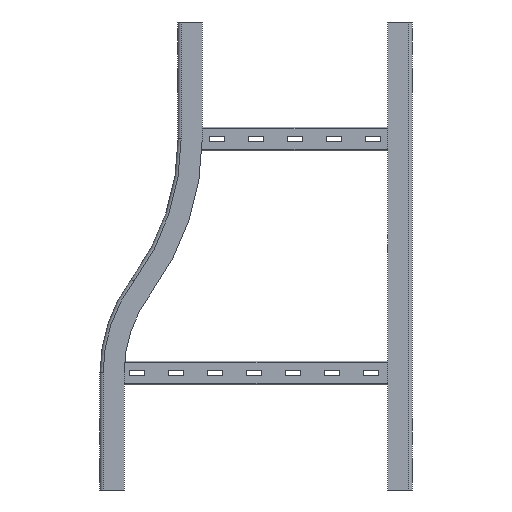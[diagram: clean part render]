
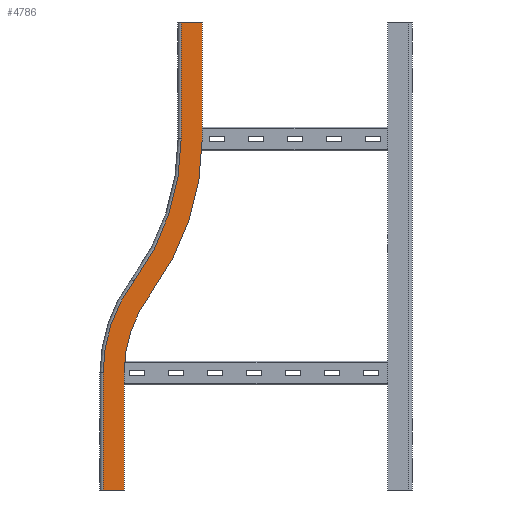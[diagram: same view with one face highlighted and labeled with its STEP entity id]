
A CAD part, front view. The second image highlights one B-rep face of the part: STEP entity #4786.
In plain terms, the highlighted planar face has unit normal (0, -1, 0).
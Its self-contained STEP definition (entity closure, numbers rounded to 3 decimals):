
#142=CIRCLE('',#5146,196.);
#143=CIRCLE('',#5148,169.);
#164=CIRCLE('',#5179,304.);
#165=CIRCLE('',#5181,331.);
#342=FACE_OUTER_BOUND('',#629,.T.);
#629=EDGE_LOOP('',(#3516,#3517,#3518,#3519,#3520,#3521,#3522,#3523,#3524,
#3525));
#960=LINE('',#7032,#1537);
#962=LINE('',#7038,#1539);
#975=LINE('',#7151,#1552);
#1029=LINE('',#7265,#1606);
#1030=LINE('',#7267,#1607);
#1031=LINE('',#7268,#1608);
#1537=VECTOR('',#5647,10.);
#1539=VECTOR('',#5651,10.);
#1552=VECTOR('',#5798,10.);
#1606=VECTOR('',#5912,10.);
#1607=VECTOR('',#5913,10.);
#1608=VECTOR('',#5914,10.);
#2095=VERTEX_POINT('',#7028);
#2096=VERTEX_POINT('',#7030);
#2098=VERTEX_POINT('',#7035);
#2099=VERTEX_POINT('',#7037);
#2114=VERTEX_POINT('',#7087);
#2116=VERTEX_POINT('',#7092);
#2130=VERTEX_POINT('',#7141);
#2132=VERTEX_POINT('',#7146);
#2162=VERTEX_POINT('',#7261);
#2163=VERTEX_POINT('',#7266);
#2542=EDGE_CURVE('',#2095,#2096,#960,.T.);
#2544=EDGE_CURVE('',#2098,#2099,#962,.T.);
#2570=EDGE_CURVE('',#2114,#2095,#142,.T.);
#2572=EDGE_CURVE('',#2116,#2098,#143,.T.);
#2597=EDGE_CURVE('',#2130,#2114,#164,.T.);
#2599=EDGE_CURVE('',#2132,#2116,#165,.T.);
#2601=EDGE_CURVE('',#2099,#2096,#975,.T.);
#2661=EDGE_CURVE('',#2130,#2162,#1029,.T.);
#2662=EDGE_CURVE('',#2163,#2132,#1030,.T.);
#2663=EDGE_CURVE('',#2162,#2163,#1031,.T.);
#3516=ORIENTED_EDGE('',*,*,#2661,.F.);
#3517=ORIENTED_EDGE('',*,*,#2597,.T.);
#3518=ORIENTED_EDGE('',*,*,#2570,.T.);
#3519=ORIENTED_EDGE('',*,*,#2542,.T.);
#3520=ORIENTED_EDGE('',*,*,#2601,.F.);
#3521=ORIENTED_EDGE('',*,*,#2544,.F.);
#3522=ORIENTED_EDGE('',*,*,#2572,.F.);
#3523=ORIENTED_EDGE('',*,*,#2599,.F.);
#3524=ORIENTED_EDGE('',*,*,#2662,.F.);
#3525=ORIENTED_EDGE('',*,*,#2663,.F.);
#4534=PLANE('',#5213);
#4786=ADVANCED_FACE('',(#342),#4534,.F.);
#5146=AXIS2_PLACEMENT_3D('',#7089,#5716,#5717);
#5148=AXIS2_PLACEMENT_3D('',#7094,#5721,#5722);
#5179=AXIS2_PLACEMENT_3D('',#7143,#5787,#5788);
#5181=AXIS2_PLACEMENT_3D('',#7148,#5792,#5793);
#5213=AXIS2_PLACEMENT_3D('',#7264,#5910,#5911);
#5647=DIRECTION('',(0.,0.,-1.));
#5651=DIRECTION('',(0.,0.,-1.));
#5716=DIRECTION('center_axis',(0.,-1.,0.));
#5717=DIRECTION('ref_axis',(-0.8,0.,0.6));
#5721=DIRECTION('center_axis',(0.,-1.,0.));
#5722=DIRECTION('ref_axis',(-0.8,0.,0.6));
#5787=DIRECTION('center_axis',(0.,1.,0.));
#5788=DIRECTION('ref_axis',(1.,0.,0.));
#5792=DIRECTION('center_axis',(0.,1.,0.));
#5793=DIRECTION('ref_axis',(1.,0.,0.));
#5798=DIRECTION('',(-1.,0.,0.));
#5910=DIRECTION('center_axis',(0.,1.,0.));
#5911=DIRECTION('ref_axis',(0.,0.,1.));
#5912=DIRECTION('',(0.,0.,1.));
#5913=DIRECTION('',(0.,0.,-1.));
#5914=DIRECTION('',(1.,0.,0.));
#7028=CARTESIAN_POINT('',(-127.,0.,-300.));
#7030=CARTESIAN_POINT('',(-127.,0.,-450.));
#7032=CARTESIAN_POINT('',(-127.,0.,-300.));
#7035=CARTESIAN_POINT('',(-100.,0.,-300.));
#7037=CARTESIAN_POINT('',(-100.,0.,-450.));
#7038=CARTESIAN_POINT('',(-100.,0.,-300.));
#7087=CARTESIAN_POINT('',(-87.8,0.,-182.4));
#7089=CARTESIAN_POINT('Origin',(69.,0.,-300.));
#7092=CARTESIAN_POINT('',(-66.2,0.,-198.6));
#7094=CARTESIAN_POINT('Origin',(69.,0.,
-300.));
#7141=CARTESIAN_POINT('',(-27.,0.,0.));
#7143=CARTESIAN_POINT('Origin',(-331.,0.,0.));
#7146=CARTESIAN_POINT('',(0.,0.,0.));
#7148=CARTESIAN_POINT('Origin',(-331.,0.,0.));
#7151=CARTESIAN_POINT('',(-100.,0.,-450.));
#7261=CARTESIAN_POINT('',(-27.,0.,150.));
#7264=CARTESIAN_POINT('Origin',(-70.786,0.,
75.));
#7265=CARTESIAN_POINT('',(-27.,0.,75.));
#7266=CARTESIAN_POINT('',(0.,0.,150.));
#7267=CARTESIAN_POINT('',(0.,0.,0.));
#7268=CARTESIAN_POINT('',(0.,0.,150.));
